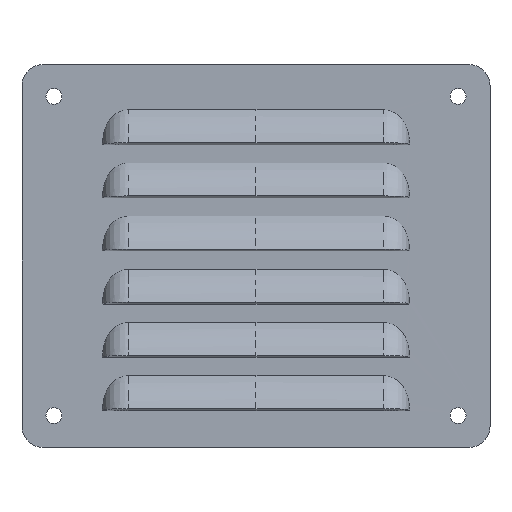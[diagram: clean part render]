
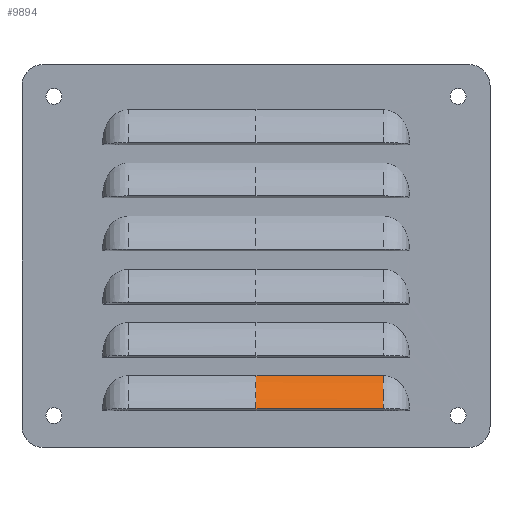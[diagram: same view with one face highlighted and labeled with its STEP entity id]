
A CAD part, top view. The second image highlights one B-rep face of the part: STEP entity #9894.
In plain terms, the highlighted cylindrical face has radius 20.32 mm (diameter 40.64 mm), a partial arc.
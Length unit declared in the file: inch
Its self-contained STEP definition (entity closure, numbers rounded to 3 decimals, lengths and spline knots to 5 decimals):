
#443 = CARTESIAN_POINT ( 'NONE',  ( 1.4966, -1.48439, 0.09793 ) ) ;
#681 = VERTEX_POINT ( 'NONE', #9444 ) ;
#803 = CARTESIAN_POINT ( 'NONE',  ( 0., -1.79519, 0.3082 ) ) ;
#1932 = CARTESIAN_POINT ( 'NONE',  ( 1.4966, -1.57724, 0.18477 ) ) ;
#2544 = ORIENTED_EDGE ( 'NONE', *, *, #4080, .F. ) ;
#2835 = ORIENTED_EDGE ( 'NONE', *, *, #15124, .F. ) ;
#2974 = ORIENTED_EDGE ( 'NONE', *, *, #6349, .T. ) ;
#2979 = CARTESIAN_POINT ( 'NONE',  ( 0.7466, -1.79519, 0.3082 ) ) ;
#3278 = CYLINDRICAL_SURFACE ( 'NONE', #7577, 0.8 ) ;
#3279 = CARTESIAN_POINT ( 'NONE',  ( 1.4966, -1.79519, 0.3082 ) ) ;
#3299 = CARTESIAN_POINT ( 'NONE',  ( 1.4966, -1.40813, 0. ) ) ;
#3962 = DIRECTION ( 'NONE',  ( 1., 0., 0. ) ) ;
#4055 = DIRECTION ( 'NONE',  ( -1., 0., 0. ) ) ;
#4080 = EDGE_CURVE ( 'NONE', #681, #14668, #15511, .T. ) ;
#4535 = FACE_OUTER_BOUND ( 'NONE', #14052, .T. ) ;
#5547 = CARTESIAN_POINT ( 'NONE',  ( 1.4966, -1.64571, 0.23498 ) ) ;
#5644 = CARTESIAN_POINT ( 'NONE',  ( 0., -1.40813, 0. ) ) ;
#5868 = CARTESIAN_POINT ( 'NONE',  ( 1.4966, -1.7564, 0.29368 ) ) ;
#5883 = VERTEX_POINT ( 'NONE', #5644 ) ;
#6313 = VERTEX_POINT ( 'NONE', #3299 ) ;
#6349 = EDGE_CURVE ( 'NONE', #6313, #5883, #13958, .T. ) ;
#7033 = CARTESIAN_POINT ( 'NONE',  ( 1.4966, -1.71874, 0.27615 ) ) ;
#7120 = DIRECTION ( 'NONE',  ( 0., 0., -1. ) ) ;
#7455 = CARTESIAN_POINT ( 'NONE',  ( 0., -1.40813, 0. ) ) ;
#7577 = AXIS2_PLACEMENT_3D ( 'NONE', #8371, #9377, #7120 ) ;
#8294 = CARTESIAN_POINT ( 'NONE',  ( 1.4966, -1.43097, 0.03455 ) ) ;
#8371 = CARTESIAN_POINT ( 'NONE',  ( -1.0034, -2.07556, -0.44106 ) ) ;
#9294 = CARTESIAN_POINT ( 'NONE',  ( 1.4966, -1.61042, 0.2112 ) ) ;
#9377 = DIRECTION ( 'NONE',  ( -1., 0., 0. ) ) ;
#9444 = CARTESIAN_POINT ( 'NONE',  ( 1.4966, -1.79519, 0.3082 ) ) ;
#9494 = B_SPLINE_CURVE_WITH_KNOTS ( 'NONE', 3,
 ( #15905, #8294, #13391, #443, #12212, #14490, #1932, #9294, #5547, #14407, #7033, #5868, #3279 ),
 .UNSPECIFIED., .F., .F.,
 ( 4, 3, 3, 3, 4 ),
 ( 0., 0.247, 0.5, 0.753, 1. ),
 .UNSPECIFIED. ) ;
#9894 = ADVANCED_FACE ( 'NONE', ( #4535 ), #3278, .T. ) ;
#10216 = DIRECTION ( 'NONE',  ( 0., 0., 1. ) ) ;
#10531 = AXIS2_PLACEMENT_3D ( 'NONE', #14076, #3962, #10216 ) ;
#11050 = ORIENTED_EDGE ( 'NONE', *, *, #12752, .T. ) ;
#11305 = CARTESIAN_POINT ( 'NONE',  ( 1.4966, -1.40813, 0. ) ) ;
#11836 = VECTOR ( 'NONE', #4055, 39.37008 ) ;
#11877 = CIRCLE ( 'NONE', #10531, 0.8 ) ;
#12212 = CARTESIAN_POINT ( 'NONE',  ( 1.4966, -1.51297, 0.12928 ) ) ;
#12475 = CARTESIAN_POINT ( 'NONE',  ( 0.49887, -1.40813, 0. ) ) ;
#12752 = EDGE_CURVE ( 'NONE', #5883, #14668, #11877, .T. ) ;
#13391 = CARTESIAN_POINT ( 'NONE',  ( 1.4966, -1.45649, 0.06733 ) ) ;
#13958 = B_SPLINE_CURVE_WITH_KNOTS ( 'NONE', 3,
 ( #11305, #15079, #12475, #7455 ),
 .UNSPECIFIED., .F., .F.,
 ( 4, 4 ),
 ( 0., 0.99773 ),
 .UNSPECIFIED. ) ;
#14052 = EDGE_LOOP ( 'NONE', ( #11050, #2544, #2835, #2974 ) ) ;
#14076 = CARTESIAN_POINT ( 'NONE',  ( 0., -2.07556, -0.44106 ) ) ;
#14407 = CARTESIAN_POINT ( 'NONE',  ( 1.4966, -1.68267, 0.25581 ) ) ;
#14490 = CARTESIAN_POINT ( 'NONE',  ( 1.4966, -1.54405, 0.15835 ) ) ;
#14668 = VERTEX_POINT ( 'NONE', #803 ) ;
#15079 = CARTESIAN_POINT ( 'NONE',  ( 0.99773, -1.40813, 0. ) ) ;
#15124 = EDGE_CURVE ( 'NONE', #6313, #681, #9494, .T. ) ;
#15511 = LINE ( 'NONE', #2979, #11836 ) ;
#15905 = CARTESIAN_POINT ( 'NONE',  ( 1.4966, -1.40813, 0. ) ) ;
